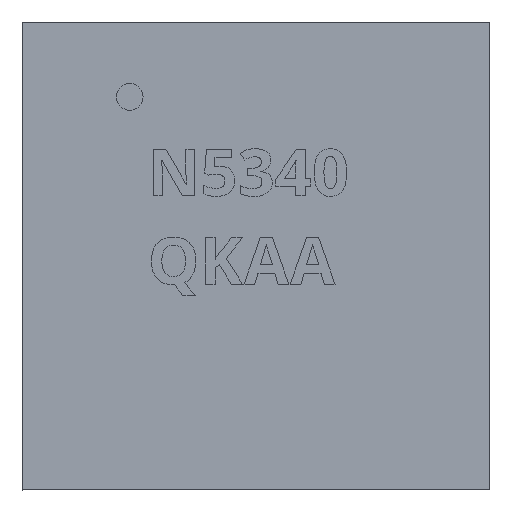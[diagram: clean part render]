
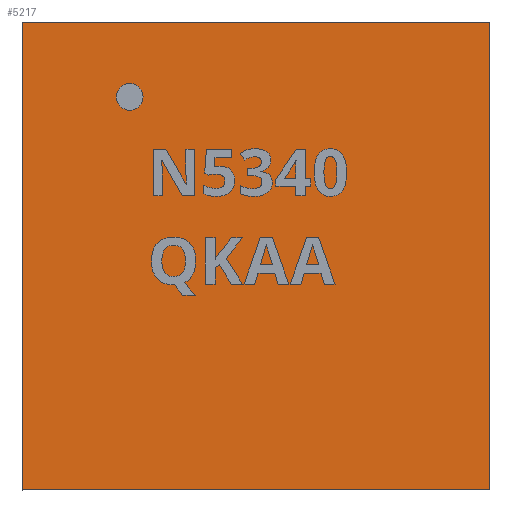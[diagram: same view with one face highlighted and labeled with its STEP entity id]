
A CAD part, top view. The second image highlights one B-rep face of the part: STEP entity #5217.
In plain terms, the highlighted planar face has unit normal (0, 0, 1).
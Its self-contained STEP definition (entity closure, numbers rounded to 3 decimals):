
#322 = DIRECTION ( 'NONE',  ( 0., 0., 1. ) ) ;
#1173 = LINE ( 'NONE', #8811, #7816 ) ;
#2155 = DIRECTION ( 'NONE',  ( 1., 0., 0. ) ) ;
#2172 = LINE ( 'NONE', #7533, #5747 ) ;
#2241 = DIRECTION ( 'NONE',  ( 0., -1., 0. ) ) ;
#2380 = VERTEX_POINT ( 'NONE', #6755 ) ;
#3112 = CARTESIAN_POINT ( 'NONE',  ( -3.5, 3.5, 0.85 ) ) ;
#3289 = LINE ( 'NONE', #5169, #5694 ) ;
#4091 = VECTOR ( 'NONE', #8582, 1000. ) ;
#4279 = EDGE_CURVE ( 'NONE', #2380, #4435, #3289, .T. ) ;
#4282 = EDGE_CURVE ( 'NONE', #9599, #7207, #9726, .T. ) ;
#4435 = VERTEX_POINT ( 'NONE', #7934 ) ;
#4627 = ORIENTED_EDGE ( 'NONE', *, *, #4282, .F. ) ;
#4958 = FACE_OUTER_BOUND ( 'NONE', #12965, .T. ) ;
#5169 = CARTESIAN_POINT ( 'NONE',  ( 0., -3.5, 0.85 ) ) ;
#5217 = ADVANCED_FACE ( 'NONE', ( #4958 ), #8104, .T. ) ;
#5694 = VECTOR ( 'NONE', #2155, 1000. ) ;
#5747 = VECTOR ( 'NONE', #11027, 1000. ) ;
#6168 = ORIENTED_EDGE ( 'NONE', *, *, #4279, .T. ) ;
#6261 = ORIENTED_EDGE ( 'NONE', *, *, #12564, .T. ) ;
#6755 = CARTESIAN_POINT ( 'NONE',  ( -3.5, -3.5, 0.85 ) ) ;
#7064 = CARTESIAN_POINT ( 'NONE',  ( 3.5, 3.5, 0.85 ) ) ;
#7207 = VERTEX_POINT ( 'NONE', #7064 ) ;
#7533 = CARTESIAN_POINT ( 'NONE',  ( 3.5, 0., 0.85 ) ) ;
#7767 = ORIENTED_EDGE ( 'NONE', *, *, #13830, .F. ) ;
#7816 = VECTOR ( 'NONE', #2241, 1000. ) ;
#7934 = CARTESIAN_POINT ( 'NONE',  ( 3.5, -3.5, 0.85 ) ) ;
#8028 = CARTESIAN_POINT ( 'NONE',  ( 0., 0., 0.85 ) ) ;
#8104 = PLANE ( 'NONE',  #8664 ) ;
#8514 = CARTESIAN_POINT ( 'NONE',  ( 0., 3.5, 0.85 ) ) ;
#8582 = DIRECTION ( 'NONE',  ( 1., 0., 0. ) ) ;
#8664 = AXIS2_PLACEMENT_3D ( 'NONE', #8028, #322, #12380 ) ;
#8811 = CARTESIAN_POINT ( 'NONE',  ( -3.5, 0., 0.85 ) ) ;
#9599 = VERTEX_POINT ( 'NONE', #3112 ) ;
#9726 = LINE ( 'NONE', #8514, #4091 ) ;
#11027 = DIRECTION ( 'NONE',  ( 0., -1., 0. ) ) ;
#12380 = DIRECTION ( 'NONE',  ( 1., 0., 0. ) ) ;
#12564 = EDGE_CURVE ( 'NONE', #9599, #2380, #1173, .T. ) ;
#12965 = EDGE_LOOP ( 'NONE', ( #4627, #6261, #6168, #7767 ) ) ;
#13830 = EDGE_CURVE ( 'NONE', #7207, #4435, #2172, .T. ) ;
